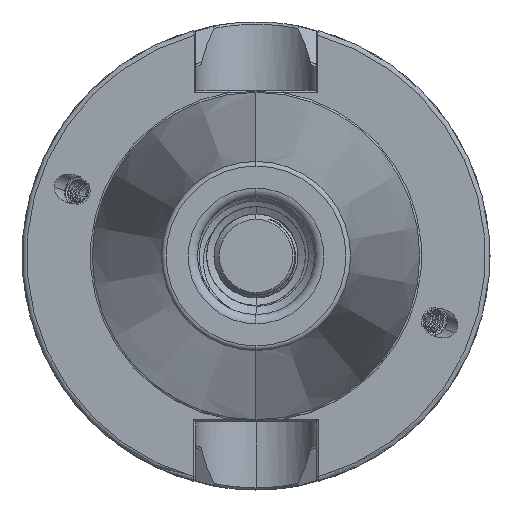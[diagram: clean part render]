
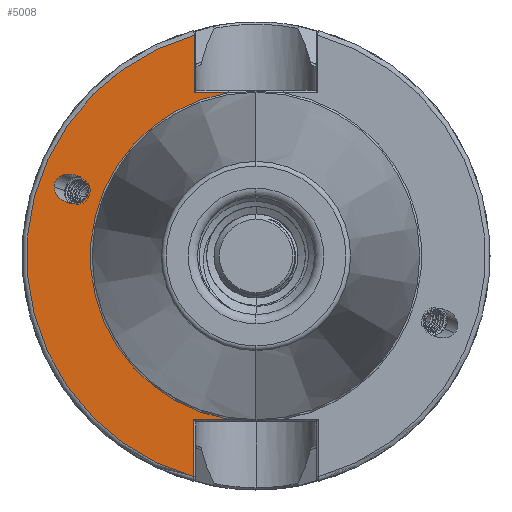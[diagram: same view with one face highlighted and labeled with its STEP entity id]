
A CAD part, left-side view. The second image highlights one B-rep face of the part: STEP entity #5008.
In plain terms, the highlighted planar face has unit normal (-1, 0, 0).
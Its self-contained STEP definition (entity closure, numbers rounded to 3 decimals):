
#525 = EDGE_LOOP ( 'NONE', ( #2881, #2851, #2855 ) ) ;
#556 = EDGE_LOOP ( 'NONE', ( #2853, #2884, #2836, #2861, #2863, #2865 ) ) ;
#2836 = ORIENTED_EDGE ( 'NONE', *, *, #23954, .T. ) ;
#2851 = ORIENTED_EDGE ( 'NONE', *, *, #23318, .T. ) ;
#2853 = ORIENTED_EDGE ( 'NONE', *, *, #23990, .T. ) ;
#2855 = ORIENTED_EDGE ( 'NONE', *, *, #23293, .T. ) ;
#2861 = ORIENTED_EDGE ( 'NONE', *, *, #23951, .F. ) ;
#2863 = ORIENTED_EDGE ( 'NONE', *, *, #23938, .T. ) ;
#2865 = ORIENTED_EDGE ( 'NONE', *, *, #23969, .T. ) ;
#2881 = ORIENTED_EDGE ( 'NONE', *, *, #23928, .T. ) ;
#2884 = ORIENTED_EDGE ( 'NONE', *, *, #23971, .T. ) ;
#5008 = ADVANCED_FACE ( 'NONE', ( #17315, #17444 ), #33840, .F. ) ;
#11394 = VERTEX_POINT ( 'NONE', #22094 ) ;
#11402 = VERTEX_POINT ( 'NONE', #22112 ) ;
#11417 = VERTEX_POINT ( 'NONE', #22125 ) ;
#11426 = VERTEX_POINT ( 'NONE', #22081 ) ;
#11434 = VERTEX_POINT ( 'NONE', #22110 ) ;
#11438 = VERTEX_POINT ( 'NONE', #22182 ) ;
#11764 = VERTEX_POINT ( 'NONE', #22453 ) ;
#11797 = VERTEX_POINT ( 'NONE', #22466 ) ;
#11805 = VERTEX_POINT ( 'NONE', #22489 ) ;
#17315 = FACE_BOUND ( 'NONE', #525, .T. ) ;
#17444 = FACE_OUTER_BOUND ( 'NONE', #556, .T. ) ;
#21524 = CARTESIAN_POINT ( 'NONE',  ( 0., 35.816, 13.662 ) ) ;
#21527 = CARTESIAN_POINT ( 'NONE',  ( 0., 35.867, 13.369 ) ) ;
#21532 = CARTESIAN_POINT ( 'NONE',  ( 0., 35.968, 13.091 ) ) ;
#21573 = CARTESIAN_POINT ( 'NONE',  ( 0., 35.816, 13.963 ) ) ;
#21673 = CARTESIAN_POINT ( 'NONE',  ( 0., 35.816, 13.963 ) ) ;
#21698 = CARTESIAN_POINT ( 'NONE',  ( 0., 35.816, 20.184 ) ) ;
#21704 = CARTESIAN_POINT ( 'NONE',  ( 0., 43.118, 20.987 ) ) ;
#21712 = CARTESIAN_POINT ( 'NONE',  ( 0., 43.118, 14.766 ) ) ;
#22081 = CARTESIAN_POINT ( 'NONE',  ( 0., 13.194, 34.9 ) ) ;
#22094 = CARTESIAN_POINT ( 'NONE',  ( 0., 13.279, -34.9 ) ) ;
#22110 = CARTESIAN_POINT ( 'NONE',  ( 0., 13.194, 47.19 ) ) ;
#22112 = CARTESIAN_POINT ( 'NONE',  ( 0., 13.279, -47.166 ) ) ;
#22125 = CARTESIAN_POINT ( 'NONE',  ( 0., 5.916, 34.9 ) ) ;
#22182 = CARTESIAN_POINT ( 'NONE',  ( 0., 5.916, -34.9 ) ) ;
#22453 = CARTESIAN_POINT ( 'NONE',  ( 0., 35.968, 13.091 ) ) ;
#22466 = CARTESIAN_POINT ( 'NONE',  ( 0., 43.118, 14.766 ) ) ;
#22489 = CARTESIAN_POINT ( 'NONE',  ( 0., 35.816, 13.963 ) ) ;
#23293 = EDGE_CURVE ( 'NONE', #11805, #11764, #38743, .T. ) ;
#23318 = EDGE_CURVE ( 'NONE', #11797, #11805, #38746, .T. ) ;
#23928 = EDGE_CURVE ( 'NONE', #11764, #11797, #27271, .T. ) ;
#23938 = EDGE_CURVE ( 'NONE', #11417, #11426, #29688, .T. ) ;
#23951 = EDGE_CURVE ( 'NONE', #11417, #11438, #29710, .T. ) ;
#23954 = EDGE_CURVE ( 'NONE', #11394, #11438, #29713, .T. ) ;
#23969 = EDGE_CURVE ( 'NONE', #11426, #11434, #29684, .T. ) ;
#23971 = EDGE_CURVE ( 'NONE', #11402, #11394, #29714, .T. ) ;
#23990 = EDGE_CURVE ( 'NONE', #11434, #11402, #29724, .T. ) ;
#27271 =( BOUNDED_CURVE ( )  B_SPLINE_CURVE ( 3, ( #37293, #37273, #37307, #37306 ),
 .UNSPECIFIED., .F., .T. ) 
 B_SPLINE_CURVE_WITH_KNOTS ( ( 4, 4 ),
 ( 0., 2.852 ),
 .UNSPECIFIED. ) 
 CURVE ( )  GEOMETRIC_REPRESENTATION_ITEM ( )  RATIONAL_B_SPLINE_CURVE ( ( 1., 0.43, 0.43, 1. ) ) 
 REPRESENTATION_ITEM ( '' )  );
#29672 = VECTOR ( 'NONE', #36854, 1000. ) ;
#29675 = VECTOR ( 'NONE', #36612, 1000. ) ;
#29684 = LINE ( 'NONE', #36841, #29672 ) ;
#29688 = LINE ( 'NONE', #36319, #29719 ) ;
#29695 = VECTOR ( 'NONE', #36855, 1000. ) ;
#29710 = CIRCLE ( 'NONE', #34748, 35.398 ) ;
#29713 = LINE ( 'NONE', #36598, #29675 ) ;
#29714 = LINE ( 'NONE', #36760, #29695 ) ;
#29719 = VECTOR ( 'NONE', #36352, 1000. ) ;
#29724 = CIRCLE ( 'NONE', #34803, 49. ) ;
#33840 = PLANE ( 'NONE',  #42727 ) ;
#33861 = DIRECTION ( 'NONE',  ( 0., 0., -1. ) ) ;
#33884 = CARTESIAN_POINT ( 'NONE',  ( 0., 35.398, 0. ) ) ;
#33885 = DIRECTION ( 'NONE',  ( 1., 0., 0. ) ) ;
#34748 = AXIS2_PLACEMENT_3D ( 'NONE', #36545, #36588, #36585 ) ;
#34803 = AXIS2_PLACEMENT_3D ( 'NONE', #37076, #37078, #37020 ) ;
#36319 = CARTESIAN_POINT ( 'NONE',  ( 0., 12.85, 34.9 ) ) ;
#36352 = DIRECTION ( 'NONE',  ( 0., 1., 0. ) ) ;
#36545 = CARTESIAN_POINT ( 'NONE',  ( 0., 0., 0. ) ) ;
#36585 = DIRECTION ( 'NONE',  ( 0., 0., 1. ) ) ;
#36588 = DIRECTION ( 'NONE',  ( -1., 0., 0. ) ) ;
#36598 = CARTESIAN_POINT ( 'NONE',  ( 0., 35.398, -34.9 ) ) ;
#36612 = DIRECTION ( 'NONE',  ( 0., -1., 0. ) ) ;
#36760 = CARTESIAN_POINT ( 'NONE',  ( 0., 13.279, 0. ) ) ;
#36841 = CARTESIAN_POINT ( 'NONE',  ( 0., 13.194, 47.285 ) ) ;
#36854 = DIRECTION ( 'NONE',  ( 0., 0., 1. ) ) ;
#36855 = DIRECTION ( 'NONE',  ( 0., 0., 1. ) ) ;
#37020 = DIRECTION ( 'NONE',  ( 0., 0., 1. ) ) ;
#37076 = CARTESIAN_POINT ( 'NONE',  ( 0., 0., 0. ) ) ;
#37078 = DIRECTION ( 'NONE',  ( -1., 0., 0. ) ) ;
#37273 = CARTESIAN_POINT ( 'NONE',  ( 0., 37.57, 8.69 ) ) ;
#37293 = CARTESIAN_POINT ( 'NONE',  ( 0., 35.968, 13.091 ) ) ;
#37306 = CARTESIAN_POINT ( 'NONE',  ( 0., 43.118, 14.766 ) ) ;
#37307 = CARTESIAN_POINT ( 'NONE',  ( 0., 43.118, 9.99 ) ) ;
#38743 =( BOUNDED_CURVE ( )  B_SPLINE_CURVE ( 3, ( #21573, #21524, #21527, #21532 ),
 .UNSPECIFIED., .F., .T. ) 
 B_SPLINE_CURVE_WITH_KNOTS ( ( 4, 4 ),
 ( 5.993, 6.283 ),
 .UNSPECIFIED. ) 
 CURVE ( )  GEOMETRIC_REPRESENTATION_ITEM ( )  RATIONAL_B_SPLINE_CURVE ( ( 1., 0.993, 0.993, 1. ) ) 
 REPRESENTATION_ITEM ( '' )  );
#38746 =( BOUNDED_CURVE ( )  B_SPLINE_CURVE ( 3, ( #21712, #21704, #21698, #21673 ),
 .UNSPECIFIED., .F., .T. ) 
 B_SPLINE_CURVE_WITH_KNOTS ( ( 4, 4 ),
 ( 2.852, 5.993 ),
 .UNSPECIFIED. ) 
 CURVE ( )  GEOMETRIC_REPRESENTATION_ITEM ( )  RATIONAL_B_SPLINE_CURVE ( ( 1., 0.333, 0.333, 1. ) ) 
 REPRESENTATION_ITEM ( '' )  );
#42727 = AXIS2_PLACEMENT_3D ( 'NONE', #33884, #33885, #33861 ) ;
